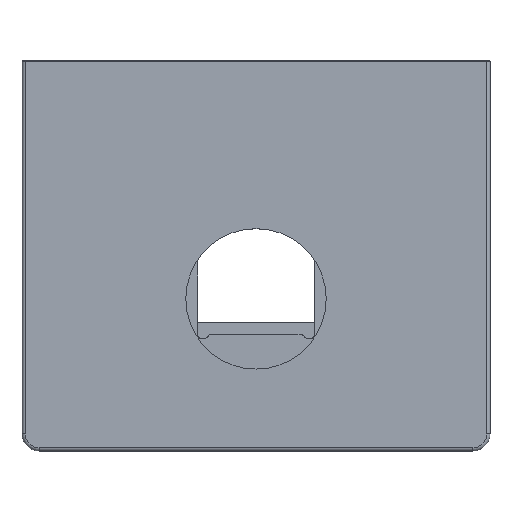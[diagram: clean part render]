
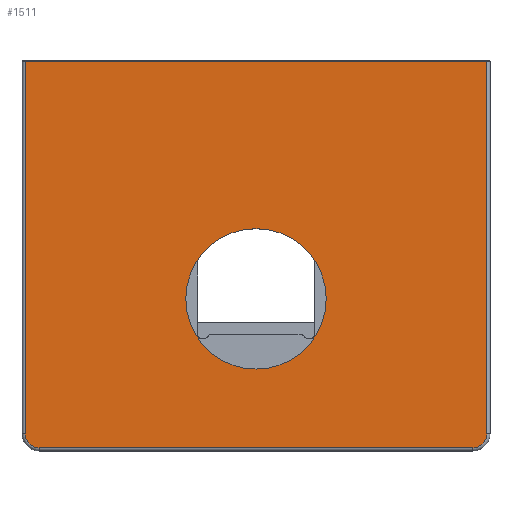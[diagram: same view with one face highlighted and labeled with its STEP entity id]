
A CAD part, top view. The second image highlights one B-rep face of the part: STEP entity #1511.
In plain terms, the highlighted planar face has unit normal (0, 0, 1).
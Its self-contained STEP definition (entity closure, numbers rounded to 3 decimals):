
#1192=CARTESIAN_POINT('',(9072.572,768.136,190.0));
#1193=VERTEX_POINT('',#1192);
#1194=CARTESIAN_POINT('',(8982.572,768.136,190.0));
#1195=DIRECTION('',(0.0,0.0,-1.0));
#1196=DIRECTION('',(0.814,0.581,0.0));
#1197=AXIS2_PLACEMENT_3D('',#1194,#1195,#1196);
#1198=CIRCLE('',#1197,90.);
#1199=EDGE_CURVE('',#1193,#1193,#1198,.T.);
#1348=CARTESIAN_POINT('',(9278.572,1072.636,190.0));
#1349=VERTEX_POINT('',#1348);
#1381=CARTESIAN_POINT('',(8686.572,1072.636,190.0));
#1382=VERTEX_POINT('',#1381);
#1389=CARTESIAN_POINT('',(8686.572,1072.636,190.0));
#1390=DIRECTION('',(1.0,0.0,0.0));
#1391=VECTOR('',#1390,592.0);
#1392=LINE('',#1389,#1391);
#1393=EDGE_CURVE('',#1382,#1349,#1392,.T.);
#1460=CARTESIAN_POINT('',(8982.572,577.135,190.0));
#1461=DIRECTION('',(0.0,0.0,1.0));
#1462=DIRECTION('',(1.0,0.0,0.0));
#1463=AXIS2_PLACEMENT_3D('',#1460,#1461,#1462);
#1464=PLANE('',#1463);
#1465=ORIENTED_EDGE('',*,*,#1393,.F.);
#1466=CARTESIAN_POINT('',(8686.572,595.136,190.0));
#1467=VERTEX_POINT('',#1466);
#1468=CARTESIAN_POINT('',(8686.572,595.136,190.0));
#1469=DIRECTION('',(0.0,1.0,0.0));
#1470=VECTOR('',#1469,477.5);
#1471=LINE('',#1468,#1470);
#1472=EDGE_CURVE('',#1467,#1382,#1471,.T.);
#1473=ORIENTED_EDGE('',*,*,#1472,.F.);
#1474=CARTESIAN_POINT('',(8704.572,577.136,190.0));
#1475=VERTEX_POINT('',#1474);
#1476=CARTESIAN_POINT('',(8704.572,595.136,190.));
#1477=DIRECTION('',(0.,0.,-1.0));
#1478=DIRECTION('',(-1.0,0.,0.));
#1479=AXIS2_PLACEMENT_3D('',#1476,#1477,#1478);
#1480=CIRCLE('',#1479,18.);
#1481=EDGE_CURVE('',#1475,#1467,#1480,.T.);
#1482=ORIENTED_EDGE('',*,*,#1481,.F.);
#1483=CARTESIAN_POINT('',(9260.572,577.136,190.0));
#1484=VERTEX_POINT('',#1483);
#1485=CARTESIAN_POINT('',(9260.572,577.136,190.0));
#1486=DIRECTION('',(-1.0,0.0,0.0));
#1487=VECTOR('',#1486,556.0);
#1488=LINE('',#1485,#1487);
#1489=EDGE_CURVE('',#1484,#1475,#1488,.T.);
#1490=ORIENTED_EDGE('',*,*,#1489,.F.);
#1491=CARTESIAN_POINT('',(9278.572,595.136,190.0));
#1492=VERTEX_POINT('',#1491);
#1493=CARTESIAN_POINT('',(9260.572,595.136,190.));
#1494=DIRECTION('',(0.,0.,-1.0));
#1495=DIRECTION('',(0.,-1.0,0.));
#1496=AXIS2_PLACEMENT_3D('',#1493,#1494,#1495);
#1497=CIRCLE('',#1496,18.);
#1498=EDGE_CURVE('',#1492,#1484,#1497,.T.);
#1499=ORIENTED_EDGE('',*,*,#1498,.F.);
#1500=CARTESIAN_POINT('',(9278.572,1072.636,190.0));
#1501=DIRECTION('',(0.0,-1.0,0.0));
#1502=VECTOR('',#1501,477.5);
#1503=LINE('',#1500,#1502);
#1504=EDGE_CURVE('',#1349,#1492,#1503,.T.);
#1505=ORIENTED_EDGE('',*,*,#1504,.F.);
#1506=EDGE_LOOP('',(#1465,#1473,#1482,#1490,#1499,#1505));
#1507=FACE_OUTER_BOUND('',#1506,.T.);
#1508=ORIENTED_EDGE('',*,*,#1199,.T.);
#1509=EDGE_LOOP('',(#1508));
#1510=FACE_BOUND('',#1509,.T.);
#1511=ADVANCED_FACE('',(#1507,#1510),#1464,.T.);
